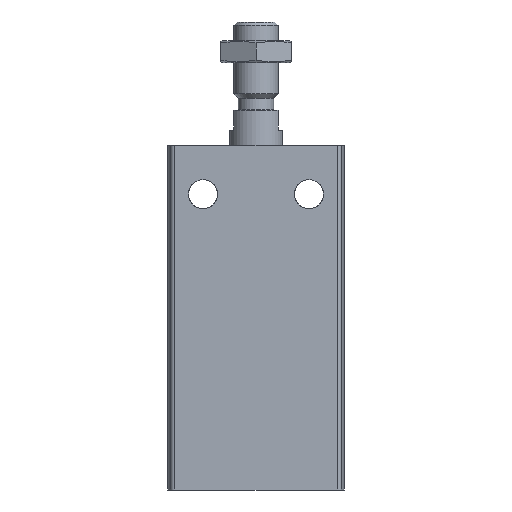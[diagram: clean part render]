
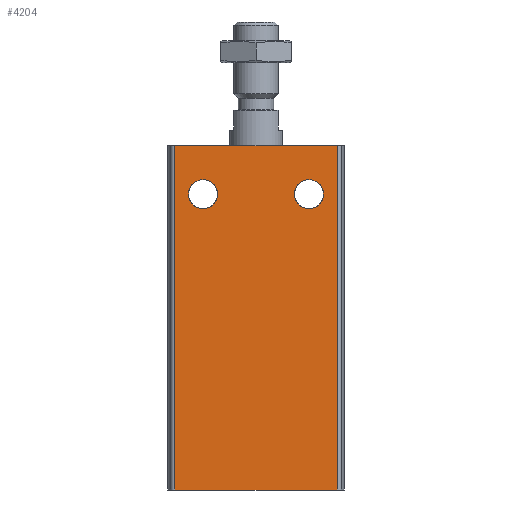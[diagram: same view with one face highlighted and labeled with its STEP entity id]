
A CAD part, front view. The second image highlights one B-rep face of the part: STEP entity #4204.
In plain terms, the highlighted planar face has unit normal (0, -1, 0).
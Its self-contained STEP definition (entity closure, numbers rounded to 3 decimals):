
#113=PLANE('',#4639);
#395=LINE('',#7118,#729);
#406=LINE('',#7170,#740);
#419=LINE('',#7212,#753);
#420=LINE('',#7213,#754);
#729=VECTOR('',#5540,1000.);
#740=VECTOR('',#5587,1000.);
#753=VECTOR('',#5628,1000.);
#754=VECTOR('',#5629,1000.);
#836=CIRCLE('',#4369,3.3);
#908=CIRCLE('',#4519,3.3);
#1693=ORIENTED_EDGE('',*,*,#2270,.F.);
#1694=ORIENTED_EDGE('',*,*,#2523,.F.);
#1695=ORIENTED_EDGE('',*,*,#2657,.T.);
#1696=ORIENTED_EDGE('',*,*,#2710,.T.);
#1697=ORIENTED_EDGE('',*,*,#2685,.F.);
#1698=ORIENTED_EDGE('',*,*,#2711,.F.);
#2270=EDGE_CURVE('',#2876,#2876,#836,.T.);
#2523=EDGE_CURVE('',#3069,#3069,#908,.T.);
#2657=EDGE_CURVE('',#3171,#3170,#395,.T.);
#2685=EDGE_CURVE('',#3193,#3194,#406,.T.);
#2710=EDGE_CURVE('',#3170,#3194,#419,.T.);
#2711=EDGE_CURVE('',#3171,#3193,#420,.T.);
#2876=VERTEX_POINT('',#6133);
#3069=VERTEX_POINT('',#6780);
#3170=VERTEX_POINT('',#7117);
#3171=VERTEX_POINT('',#7119);
#3193=VERTEX_POINT('',#7169);
#3194=VERTEX_POINT('',#7171);
#3483=EDGE_LOOP('',(#1693));
#3484=EDGE_LOOP('',(#1694));
#3485=EDGE_LOOP('',(#1695,#1696,#1697,#1698));
#3791=FACE_BOUND('',#3483,.T.);
#3792=FACE_BOUND('',#3484,.T.);
#3793=FACE_BOUND('',#3485,.T.);
#4204=ADVANCED_FACE('',(#3791,#3792,#3793),#113,.T.);
#4369=AXIS2_PLACEMENT_3D('',#6132,#4835,#4836);
#4519=AXIS2_PLACEMENT_3D('',#6779,#5290,#5291);
#4639=AXIS2_PLACEMENT_3D('',#7211,#5626,#5627);
#4835=DIRECTION('',(0.,-1.,0.));
#4836=DIRECTION('',(0.,0.,-1.));
#5290=DIRECTION('',(0.,-1.,0.));
#5291=DIRECTION('',(0.,0.,-1.));
#5540=DIRECTION('',(1.,0.,0.));
#5587=DIRECTION('',(1.,0.,0.));
#5626=DIRECTION('',(0.,-1.,0.));
#5627=DIRECTION('',(0.,0.,-1.));
#5628=DIRECTION('',(0.,0.,1.));
#5629=DIRECTION('',(0.,0.,1.));
#6132=CARTESIAN_POINT('',(-12.,-31.,-11.));
#6133=CARTESIAN_POINT('',(-12.,-31.,-14.3));
#6779=CARTESIAN_POINT('',(12.,-31.,-11.));
#6780=CARTESIAN_POINT('',(12.,-31.,-14.3));
#7117=CARTESIAN_POINT('',(18.411,-31.,-78.));
#7118=CARTESIAN_POINT('',(-20.,-31.,-78.));
#7119=CARTESIAN_POINT('',(-18.411,-31.,-78.));
#7169=CARTESIAN_POINT('',(-18.411,-31.,0.));
#7170=CARTESIAN_POINT('',(-20.,-31.,0.));
#7171=CARTESIAN_POINT('',(18.411,-31.,0.));
#7211=CARTESIAN_POINT('',(-20.,-31.,-78.));
#7212=CARTESIAN_POINT('',(18.411,-31.,-78.));
#7213=CARTESIAN_POINT('',(-18.411,-31.,-78.));
